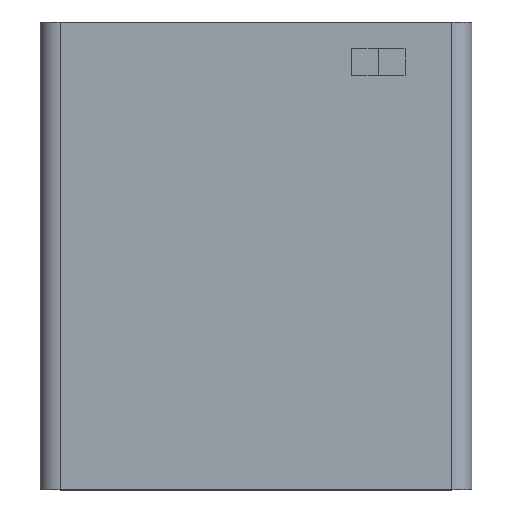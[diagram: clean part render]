
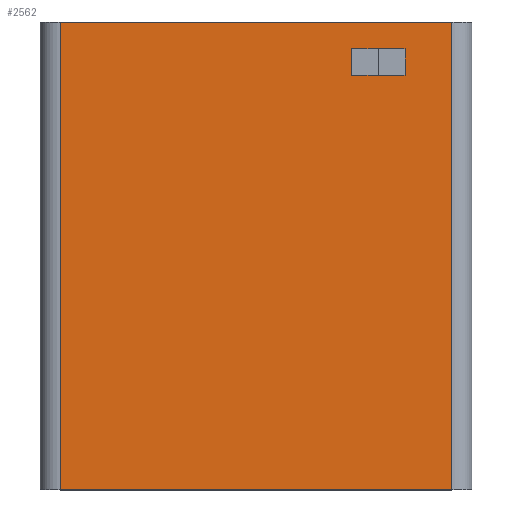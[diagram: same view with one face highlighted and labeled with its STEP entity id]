
A CAD part, top view. The second image highlights one B-rep face of the part: STEP entity #2562.
In plain terms, the highlighted planar face has unit normal (0, 0, 1).
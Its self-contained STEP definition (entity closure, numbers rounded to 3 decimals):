
#78=FACE_BOUND('',#464,.T.);
#169=PLANE('',#2715);
#308=FACE_OUTER_BOUND('',#463,.T.);
#463=EDGE_LOOP('',(#2373,#2374,#2375,#2376));
#464=EDGE_LOOP('',(#2377,#2378,#2379,#2380,#2381,#2382));
#701=LINE('',#4453,#971);
#707=LINE('',#4470,#977);
#711=LINE('',#4478,#981);
#719=LINE('',#4493,#989);
#723=LINE('',#4501,#993);
#726=LINE('',#4508,#996);
#728=LINE('',#4511,#998);
#729=LINE('',#4515,#999);
#734=LINE('',#4528,#1004);
#735=LINE('',#4531,#1005);
#971=VECTOR('',#3184,10.);
#977=VECTOR('',#3200,10.);
#981=VECTOR('',#3206,10.);
#989=VECTOR('',#3218,10.);
#993=VECTOR('',#3226,10.);
#996=VECTOR('',#3233,10.);
#998=VECTOR('',#3237,10.);
#999=VECTOR('',#3242,10.);
#1004=VECTOR('',#3255,10.);
#1005=VECTOR('',#3260,10.);
#1284=VERTEX_POINT('',#4450);
#1285=VERTEX_POINT('',#4452);
#1290=VERTEX_POINT('',#4468);
#1291=VERTEX_POINT('',#4469);
#1294=VERTEX_POINT('',#4477);
#1299=VERTEX_POINT('',#4489);
#1301=VERTEX_POINT('',#4499);
#1303=VERTEX_POINT('',#4507);
#1304=VERTEX_POINT('',#4513);
#1308=VERTEX_POINT('',#4527);
#1630=EDGE_CURVE('',#1285,#1284,#701,.T.);
#1638=EDGE_CURVE('',#1290,#1291,#707,.T.);
#1642=EDGE_CURVE('',#1294,#1290,#711,.T.);
#1650=EDGE_CURVE('',#1299,#1294,#719,.T.);
#1654=EDGE_CURVE('',#1291,#1301,#723,.T.);
#1657=EDGE_CURVE('',#1301,#1303,#726,.T.);
#1659=EDGE_CURVE('',#1303,#1299,#728,.T.);
#1661=EDGE_CURVE('',#1304,#1284,#729,.T.);
#1667=EDGE_CURVE('',#1285,#1308,#734,.T.);
#1669=EDGE_CURVE('',#1304,#1308,#735,.T.);
#2373=ORIENTED_EDGE('',*,*,#1661,.F.);
#2374=ORIENTED_EDGE('',*,*,#1669,.T.);
#2375=ORIENTED_EDGE('',*,*,#1667,.F.);
#2376=ORIENTED_EDGE('',*,*,#1630,.T.);
#2377=ORIENTED_EDGE('',*,*,#1657,.T.);
#2378=ORIENTED_EDGE('',*,*,#1659,.T.);
#2379=ORIENTED_EDGE('',*,*,#1650,.T.);
#2380=ORIENTED_EDGE('',*,*,#1642,.T.);
#2381=ORIENTED_EDGE('',*,*,#1638,.T.);
#2382=ORIENTED_EDGE('',*,*,#1654,.T.);
#2562=ADVANCED_FACE('',(#308,#78),#169,.T.);
#2715=AXIS2_PLACEMENT_3D('',#4530,#3258,#3259);
#3184=DIRECTION('',(-1.,0.,0.));
#3200=DIRECTION('',(1.,0.,0.));
#3206=DIRECTION('',(0.,1.,0.));
#3218=DIRECTION('',(-1.,0.,0.));
#3226=DIRECTION('',(1.,0.,0.));
#3233=DIRECTION('',(0.,-1.,0.));
#3237=DIRECTION('',(-1.,0.,0.));
#3242=DIRECTION('',(0.,1.,0.));
#3255=DIRECTION('',(0.,-1.,0.));
#3258=DIRECTION('center_axis',(0.,0.,1.));
#3259=DIRECTION('ref_axis',(1.,0.,0.));
#3260=DIRECTION('',(1.,0.,0.));
#4450=CARTESIAN_POINT('',(3.,70.,19.5));
#4452=CARTESIAN_POINT('',(61.6,70.,19.5));
#4453=CARTESIAN_POINT('',(64.6,70.,19.5));
#4468=CARTESIAN_POINT('',(46.6,66.,19.5));
#4469=CARTESIAN_POINT('',(50.6,66.,19.5));
#4470=CARTESIAN_POINT('',(39.45,66.,19.5));
#4477=CARTESIAN_POINT('',(46.6,62.,19.5));
#4478=CARTESIAN_POINT('',(46.6,48.5,19.5));
#4489=CARTESIAN_POINT('',(50.6,62.,19.5));
#4493=CARTESIAN_POINT('',(43.45,62.,19.5));
#4499=CARTESIAN_POINT('',(54.6,66.,19.5));
#4501=CARTESIAN_POINT('',(39.45,66.,19.5));
#4507=CARTESIAN_POINT('',(54.6,62.,19.5));
#4508=CARTESIAN_POINT('',(54.6,50.5,19.5));
#4511=CARTESIAN_POINT('',(43.45,62.,19.5));
#4513=CARTESIAN_POINT('',(3.,0.,19.5));
#4515=CARTESIAN_POINT('',(3.,52.5,19.5));
#4527=CARTESIAN_POINT('',(61.6,0.,19.5));
#4528=CARTESIAN_POINT('',(61.6,17.5,19.5));
#4530=CARTESIAN_POINT('Origin',(32.3,35.,19.5));
#4531=CARTESIAN_POINT('',(0.,0.,19.5));
